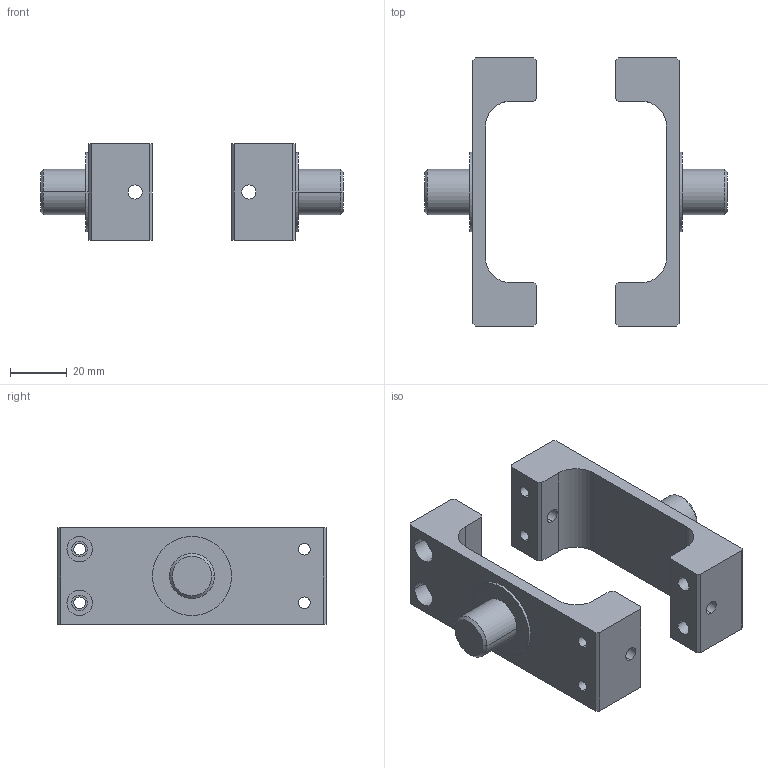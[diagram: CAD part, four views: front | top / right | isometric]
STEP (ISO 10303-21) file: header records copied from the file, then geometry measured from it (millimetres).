
FILE_DESCRIPTION (( 'STEP AP214' ), '1' );
FILE_NAME ('RD000015.STEP', '2022-11-18T12:44:28', ( '' ), ( '' ), 'SwSTEP 2.0', 'SolidWorks 2022', '' );
FILE_SCHEMA (( 'AUTOMOTIVE_DESIGN' ));
Length unit declared in the file: millimetre
Products named in the file (1): RD000015
Bounding box: 107.1 x 95 x 34 mm (x, y, z)
Volume: 71299.7 mm3; surface area: 27006.6 mm2
Topology: 2 solids, 2 shells, 88 faces, 224 edges, 148 vertices
Faces by surface type: cylinder 44, plane 40, cone 4
Entity records: 3747 total; most frequent: DIRECTION 494, CARTESIAN_POINT 461, ORIENTED_EDGE 448, EDGE_CURVE 224, AXIS2_PLACEMENT_3D 181, VERTEX_POINT 148, VECTOR 132, LINE 132
